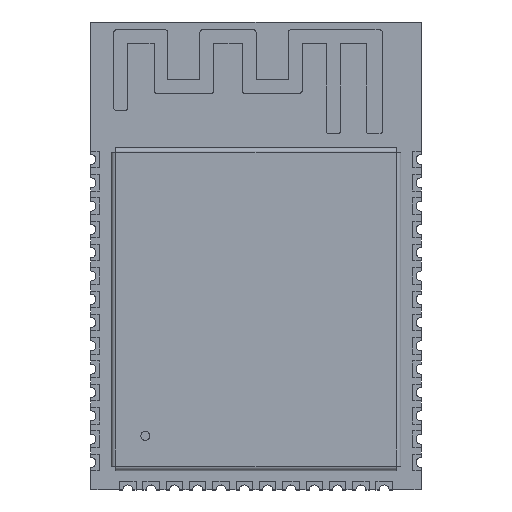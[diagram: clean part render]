
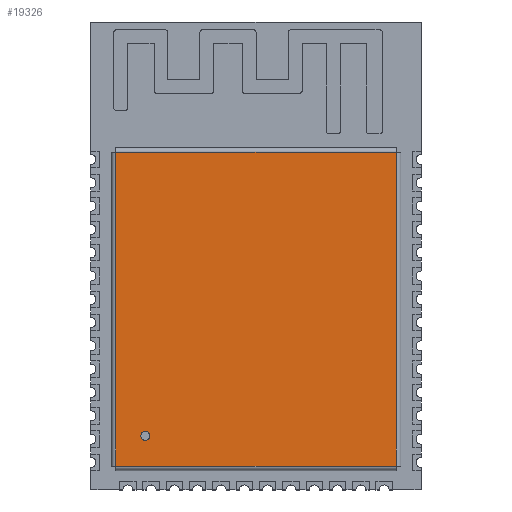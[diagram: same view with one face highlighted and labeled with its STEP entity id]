
A CAD part, top view. The second image highlights one B-rep face of the part: STEP entity #19326.
In plain terms, the highlighted planar face has unit normal (0, 0, 1).
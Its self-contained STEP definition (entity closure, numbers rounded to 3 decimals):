
#18866 = VERTEX_POINT('',#18867);
#18867 = CARTESIAN_POINT('',(-6.28,-6.81,3.1));
#18873 = EDGE_CURVE('',#18866,#18866,#18874,.T.);
#18874 = CIRCLE('',#18875,0.25);
#18875 = AXIS2_PLACEMENT_3D('',#18876,#18877,#18878);
#18876 = CARTESIAN_POINT('',(-6.03,-6.81,3.1));
#18877 = DIRECTION('',(0.,0.,1.));
#18878 = DIRECTION('',(1.,0.,0.));
#19326 = ADVANCED_FACE('',(#19327,#19361),#19364,.T.);
#19327 = FACE_BOUND('',#19328,.T.);
#19328 = EDGE_LOOP('',(#19329,#19339,#19347,#19355));
#19329 = ORIENTED_EDGE('',*,*,#19330,.T.);
#19330 = EDGE_CURVE('',#19331,#19333,#19335,.T.);
#19331 = VERTEX_POINT('',#19332);
#19332 = CARTESIAN_POINT('',(7.65,8.65,3.1));
#19333 = VERTEX_POINT('',#19334);
#19334 = CARTESIAN_POINT('',(-7.65,8.65,3.1));
#19335 = LINE('',#19336,#19337);
#19336 = CARTESIAN_POINT('',(-7.9,8.65,3.1));
#19337 = VECTOR('',#19338,1.);
#19338 = DIRECTION('',(-1.,0.,0.));
#19339 = ORIENTED_EDGE('',*,*,#19340,.T.);
#19340 = EDGE_CURVE('',#19333,#19341,#19343,.T.);
#19341 = VERTEX_POINT('',#19342);
#19342 = CARTESIAN_POINT('',(-7.65,-8.45,3.1));
#19343 = LINE('',#19344,#19345);
#19344 = CARTESIAN_POINT('',(-7.65,-8.7,3.1));
#19345 = VECTOR('',#19346,1.);
#19346 = DIRECTION('',(0.,-1.,0.));
#19347 = ORIENTED_EDGE('',*,*,#19348,.T.);
#19348 = EDGE_CURVE('',#19341,#19349,#19351,.T.);
#19349 = VERTEX_POINT('',#19350);
#19350 = CARTESIAN_POINT('',(7.65,-8.45,3.1));
#19351 = LINE('',#19352,#19353);
#19352 = CARTESIAN_POINT('',(7.9,-8.45,3.1));
#19353 = VECTOR('',#19354,1.);
#19354 = DIRECTION('',(1.,0.,0.));
#19355 = ORIENTED_EDGE('',*,*,#19356,.T.);
#19356 = EDGE_CURVE('',#19349,#19331,#19357,.T.);
#19357 = LINE('',#19358,#19359);
#19358 = CARTESIAN_POINT('',(7.65,8.9,3.1));
#19359 = VECTOR('',#19360,1.);
#19360 = DIRECTION('',(0.,1.,0.));
#19361 = FACE_BOUND('',#19362,.T.);
#19362 = EDGE_LOOP('',(#19363));
#19363 = ORIENTED_EDGE('',*,*,#18873,.F.);
#19364 = PLANE('',#19365);
#19365 = AXIS2_PLACEMENT_3D('',#19366,#19367,#19368);
#19366 = CARTESIAN_POINT('',(0.,0.1,3.1));
#19367 = DIRECTION('',(0.,0.,1.));
#19368 = DIRECTION('',(1.,0.,0.));
